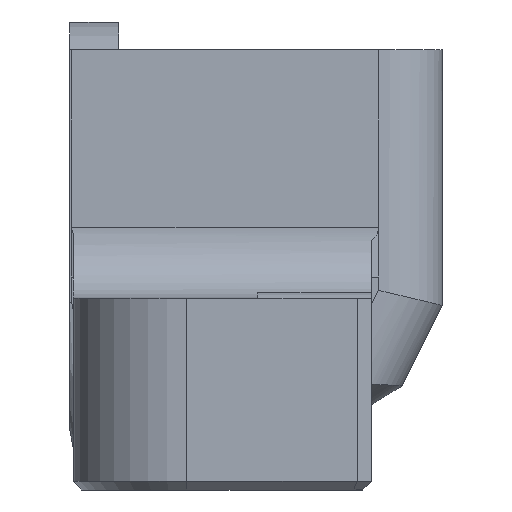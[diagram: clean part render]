
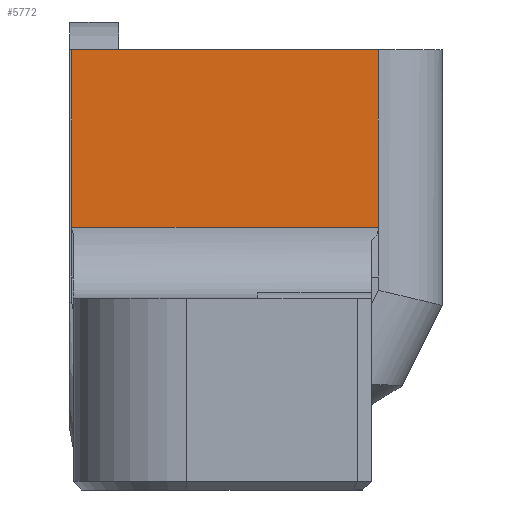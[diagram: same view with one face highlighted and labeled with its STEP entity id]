
A CAD part, left-side view. The second image highlights one B-rep face of the part: STEP entity #5772.
In plain terms, the highlighted planar face has unit normal (-1, 0, 0).
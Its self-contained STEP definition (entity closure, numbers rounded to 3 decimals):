
#518 = CYLINDRICAL_SURFACE('',#519,5.);
#519 = AXIS2_PLACEMENT_3D('',#520,#521,#522);
#520 = CARTESIAN_POINT('',(-28.,0.,18.5));
#521 = DIRECTION('',(0.,1.,0.));
#522 = DIRECTION('',(1.,0.,0.));
#3227 = VERTEX_POINT('',#3228);
#3228 = CARTESIAN_POINT('',(-23.,-0.5,18.5));
#3525 = VERTEX_POINT('',#3526);
#3526 = CARTESIAN_POINT('',(-23.,21.1,18.5));
#3819 = EDGE_CURVE('',#3525,#3227,#3820,.T.);
#3820 = SURFACE_CURVE('',#3821,(#3825,#3854),.PCURVE_S1.);
#3821 = LINE('',#3822,#3823);
#3822 = CARTESIAN_POINT('',(-23.,22.,18.5));
#3823 = VECTOR('',#3824,1.);
#3824 = DIRECTION('',(0.,-1.,0.));
#3825 = PCURVE('',#518,#3826);
#3826 = DEFINITIONAL_REPRESENTATION('',(#3827),#3853);
#3827 = B_SPLINE_CURVE_WITH_KNOTS('',3,(#3828,#3829,#3830,#3831,#3832,
    #3833,#3834,#3835,#3836,#3837,#3838,#3839,#3840,#3841,#3842,#3843,
    #3844,#3845,#3846,#3847,#3848,#3849,#3850,#3851,#3852),
  .UNSPECIFIED.,.F.,.F.,(4,1,1,1,1,1,1,1,1,1,1,1,1,1,1,1,1,1,1,1,1,1,4),
  (0.9,1.882,2.864,3.845,4.827,
    5.809,6.791,7.773,8.755,
    9.736,10.718,11.7,12.682,13.664,
    14.645,15.627,16.609,17.591,
    18.573,19.555,20.536,21.518,22.5
    ),.QUASI_UNIFORM_KNOTS.);
#3828 = CARTESIAN_POINT('',(0.,21.1));
#3829 = CARTESIAN_POINT('',(0.,20.773));
#3830 = CARTESIAN_POINT('',(0.,20.118));
#3831 = CARTESIAN_POINT('',(0.,19.136));
#3832 = CARTESIAN_POINT('',(0.,18.155));
#3833 = CARTESIAN_POINT('',(0.,17.173));
#3834 = CARTESIAN_POINT('',(0.,16.191));
#3835 = CARTESIAN_POINT('',(0.,15.209));
#3836 = CARTESIAN_POINT('',(0.,14.227));
#3837 = CARTESIAN_POINT('',(0.,13.245));
#3838 = CARTESIAN_POINT('',(0.,12.264));
#3839 = CARTESIAN_POINT('',(0.,11.282));
#3840 = CARTESIAN_POINT('',(0.,10.3));
#3841 = CARTESIAN_POINT('',(0.,9.318));
#3842 = CARTESIAN_POINT('',(0.,8.336));
#3843 = CARTESIAN_POINT('',(0.,7.355));
#3844 = CARTESIAN_POINT('',(0.,6.373));
#3845 = CARTESIAN_POINT('',(0.,5.391));
#3846 = CARTESIAN_POINT('',(0.,4.409));
#3847 = CARTESIAN_POINT('',(0.,3.427));
#3848 = CARTESIAN_POINT('',(0.,2.445));
#3849 = CARTESIAN_POINT('',(0.,1.464));
#3850 = CARTESIAN_POINT('',(0.,0.482));
#3851 = CARTESIAN_POINT('',(0.,-0.173));
#3852 = CARTESIAN_POINT('',(0.,-0.5));
#3853 = ( GEOMETRIC_REPRESENTATION_CONTEXT(2) 
PARAMETRIC_REPRESENTATION_CONTEXT() REPRESENTATION_CONTEXT('2D SPACE',''
  ) );
#3854 = PCURVE('',#3855,#3860);
#3855 = PLANE('',#3856);
#3856 = AXIS2_PLACEMENT_3D('',#3857,#3858,#3859);
#3857 = CARTESIAN_POINT('',(-23.,22.,18.5));
#3858 = DIRECTION('',(-1.,0.,0.));
#3859 = DIRECTION('',(0.,0.,1.));
#3860 = DEFINITIONAL_REPRESENTATION('',(#3861),#3865);
#3861 = LINE('',#3862,#3863);
#3862 = CARTESIAN_POINT('',(0.,0.));
#3863 = VECTOR('',#3864,1.);
#3864 = DIRECTION('',(0.,-1.));
#3865 = ( GEOMETRIC_REPRESENTATION_CONTEXT(2) 
PARAMETRIC_REPRESENTATION_CONTEXT() REPRESENTATION_CONTEXT('2D SPACE',''
  ) );
#3889 = PLANE('',#3890);
#3890 = AXIS2_PLACEMENT_3D('',#3891,#3892,#3893);
#3891 = CARTESIAN_POINT('',(5.,17.5,31.));
#3892 = DIRECTION('',(0.,0.,1.));
#3893 = DIRECTION('',(1.,0.,0.));
#4032 = CYLINDRICAL_SURFACE('',#4033,1.9);
#4033 = AXIS2_PLACEMENT_3D('',#4034,#4035,#4036);
#4034 = CARTESIAN_POINT('',(-21.1,21.1,13.));
#4035 = DIRECTION('',(0.,0.,1.));
#4036 = DIRECTION('',(-1.,0.,0.));
#5031 = CYLINDRICAL_SURFACE('',#5032,4.5);
#5032 = AXIS2_PLACEMENT_3D('',#5033,#5034,#5035);
#5033 = CARTESIAN_POINT('',(-18.5,-0.5,13.));
#5034 = DIRECTION('',(0.,0.,1.));
#5035 = DIRECTION('',(-1.,0.,0.));
#5772 = ADVANCED_FACE('',(#5773),#3855,.T.);
#5773 = FACE_BOUND('',#5774,.T.);
#5774 = EDGE_LOOP('',(#5775,#5798,#5799,#5822));
#5775 = ORIENTED_EDGE('',*,*,#5776,.F.);
#5776 = EDGE_CURVE('',#3525,#5777,#5779,.T.);
#5777 = VERTEX_POINT('',#5778);
#5778 = CARTESIAN_POINT('',(-23.,21.1,31.));
#5779 = SURFACE_CURVE('',#5780,(#5784,#5791),.PCURVE_S1.);
#5780 = LINE('',#5781,#5782);
#5781 = CARTESIAN_POINT('',(-23.,21.1,13.));
#5782 = VECTOR('',#5783,1.);
#5783 = DIRECTION('',(0.,0.,1.));
#5784 = PCURVE('',#3855,#5785);
#5785 = DEFINITIONAL_REPRESENTATION('',(#5786),#5790);
#5786 = LINE('',#5787,#5788);
#5787 = CARTESIAN_POINT('',(-5.5,-0.9));
#5788 = VECTOR('',#5789,1.);
#5789 = DIRECTION('',(1.,0.));
#5790 = ( GEOMETRIC_REPRESENTATION_CONTEXT(2) 
PARAMETRIC_REPRESENTATION_CONTEXT() REPRESENTATION_CONTEXT('2D SPACE',''
  ) );
#5791 = PCURVE('',#4032,#5792);
#5792 = DEFINITIONAL_REPRESENTATION('',(#5793),#5797);
#5793 = LINE('',#5794,#5795);
#5794 = CARTESIAN_POINT('',(-0.,0.));
#5795 = VECTOR('',#5796,1.);
#5796 = DIRECTION('',(-0.,1.));
#5797 = ( GEOMETRIC_REPRESENTATION_CONTEXT(2) 
PARAMETRIC_REPRESENTATION_CONTEXT() REPRESENTATION_CONTEXT('2D SPACE',''
  ) );
#5798 = ORIENTED_EDGE('',*,*,#3819,.T.);
#5799 = ORIENTED_EDGE('',*,*,#5800,.T.);
#5800 = EDGE_CURVE('',#3227,#5801,#5803,.T.);
#5801 = VERTEX_POINT('',#5802);
#5802 = CARTESIAN_POINT('',(-23.,-0.5,31.));
#5803 = SURFACE_CURVE('',#5804,(#5808,#5815),.PCURVE_S1.);
#5804 = LINE('',#5805,#5806);
#5805 = CARTESIAN_POINT('',(-23.,-0.5,13.));
#5806 = VECTOR('',#5807,1.);
#5807 = DIRECTION('',(0.,0.,1.));
#5808 = PCURVE('',#3855,#5809);
#5809 = DEFINITIONAL_REPRESENTATION('',(#5810),#5814);
#5810 = LINE('',#5811,#5812);
#5811 = CARTESIAN_POINT('',(-5.5,-22.5));
#5812 = VECTOR('',#5813,1.);
#5813 = DIRECTION('',(1.,0.));
#5814 = ( GEOMETRIC_REPRESENTATION_CONTEXT(2) 
PARAMETRIC_REPRESENTATION_CONTEXT() REPRESENTATION_CONTEXT('2D SPACE',''
  ) );
#5815 = PCURVE('',#5031,#5816);
#5816 = DEFINITIONAL_REPRESENTATION('',(#5817),#5821);
#5817 = LINE('',#5818,#5819);
#5818 = CARTESIAN_POINT('',(0.,0.));
#5819 = VECTOR('',#5820,1.);
#5820 = DIRECTION('',(0.,1.));
#5821 = ( GEOMETRIC_REPRESENTATION_CONTEXT(2) 
PARAMETRIC_REPRESENTATION_CONTEXT() REPRESENTATION_CONTEXT('2D SPACE',''
  ) );
#5822 = ORIENTED_EDGE('',*,*,#5823,.F.);
#5823 = EDGE_CURVE('',#5777,#5801,#5824,.T.);
#5824 = SURFACE_CURVE('',#5825,(#5829,#5836),.PCURVE_S1.);
#5825 = LINE('',#5826,#5827);
#5826 = CARTESIAN_POINT('',(-23.,21.1,31.));
#5827 = VECTOR('',#5828,1.);
#5828 = DIRECTION('',(0.,-1.,0.));
#5829 = PCURVE('',#3855,#5830);
#5830 = DEFINITIONAL_REPRESENTATION('',(#5831),#5835);
#5831 = LINE('',#5832,#5833);
#5832 = CARTESIAN_POINT('',(12.5,-0.9));
#5833 = VECTOR('',#5834,1.);
#5834 = DIRECTION('',(0.,-1.));
#5835 = ( GEOMETRIC_REPRESENTATION_CONTEXT(2) 
PARAMETRIC_REPRESENTATION_CONTEXT() REPRESENTATION_CONTEXT('2D SPACE',''
  ) );
#5836 = PCURVE('',#3889,#5837);
#5837 = DEFINITIONAL_REPRESENTATION('',(#5838),#5842);
#5838 = LINE('',#5839,#5840);
#5839 = CARTESIAN_POINT('',(-28.,3.6));
#5840 = VECTOR('',#5841,1.);
#5841 = DIRECTION('',(0.,-1.));
#5842 = ( GEOMETRIC_REPRESENTATION_CONTEXT(2) 
PARAMETRIC_REPRESENTATION_CONTEXT() REPRESENTATION_CONTEXT('2D SPACE',''
  ) );
